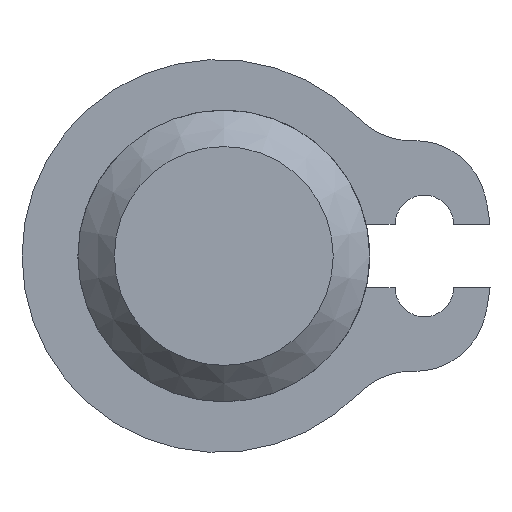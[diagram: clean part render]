
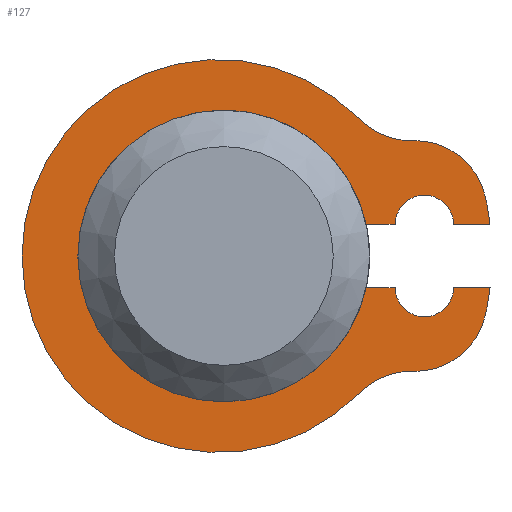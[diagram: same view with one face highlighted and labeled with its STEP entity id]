
A CAD part, left-side view. The second image highlights one B-rep face of the part: STEP entity #127.
In plain terms, the highlighted planar face has unit normal (-1, 0, 0).
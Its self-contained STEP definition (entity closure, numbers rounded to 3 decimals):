
#127 = ADVANCED_FACE( '', ( #263 ), #264, .F. );
#263 = FACE_OUTER_BOUND( '', #404, .T. );
#264 = PLANE( '', #405 );
#404 = EDGE_LOOP( '', ( #711, #712, #713, #714, #715, #716, #717, #718, #719, #720, #721, #722, #723, #724 ) );
#405 = AXIS2_PLACEMENT_3D( '', #725, #726, #727 );
#711 = ORIENTED_EDGE( '', *, *, #952, .F. );
#712 = ORIENTED_EDGE( '', *, *, #942, .T. );
#713 = ORIENTED_EDGE( '', *, *, #946, .F. );
#714 = ORIENTED_EDGE( '', *, *, #953, .T. );
#715 = ORIENTED_EDGE( '', *, *, #847, .F. );
#716 = ORIENTED_EDGE( '', *, *, #939, .F. );
#717 = ORIENTED_EDGE( '', *, *, #954, .F. );
#718 = ORIENTED_EDGE( '', *, *, #883, .T. );
#719 = ORIENTED_EDGE( '', *, *, #891, .F. );
#720 = ORIENTED_EDGE( '', *, *, #955, .T. );
#721 = ORIENTED_EDGE( '', *, *, #932, .F. );
#722 = ORIENTED_EDGE( '', *, *, #949, .F. );
#723 = ORIENTED_EDGE( '', *, *, #956, .F. );
#724 = ORIENTED_EDGE( '', *, *, #826, .T. );
#725 = CARTESIAN_POINT( '', ( -9.3, -3.846, -3.859 ) );
#726 = DIRECTION( '', ( 1., 0., 0. ) );
#727 = DIRECTION( '', ( 0., 0., -1. ) );
#826 = EDGE_CURVE( '', #973, #974, #975, .T. );
#847 = EDGE_CURVE( '', #1009, #1010, #1011, .T. );
#883 = EDGE_CURVE( '', #1071, #1072, #1073, .T. );
#891 = EDGE_CURVE( '', #1085, #1072, #1086, .T. );
#932 = EDGE_CURVE( '', #1141, #1142, #1143, .T. );
#939 = EDGE_CURVE( '', #1150, #1009, #1151, .T. );
#942 = EDGE_CURVE( '', #1063, #1067, #1154, .T. );
#946 = EDGE_CURVE( '', #1157, #1067, #1159, .T. );
#949 = EDGE_CURVE( '', #1162, #1141, #1163, .T. );
#952 = EDGE_CURVE( '', #1063, #974, #1166, .T. );
#953 = EDGE_CURVE( '', #1157, #1010, #1167, .T. );
#954 = EDGE_CURVE( '', #1071, #1150, #1168, .T. );
#955 = EDGE_CURVE( '', #1085, #1142, #1169, .T. );
#956 = EDGE_CURVE( '', #973, #1162, #1170, .T. );
#973 = VERTEX_POINT( '', #1188 );
#974 = VERTEX_POINT( '', #1189 );
#975 = CIRCLE( '', #1190, 0.6 );
#1009 = VERTEX_POINT( '', #1231 );
#1010 = VERTEX_POINT( '', #1232 );
#1011 = LINE( '', #1233, #1234 );
#1063 = VERTEX_POINT( '', #1300 );
#1067 = VERTEX_POINT( '', #1305 );
#1071 = VERTEX_POINT( '', #1310 );
#1072 = VERTEX_POINT( '', #1311 );
#1073 = CIRCLE( '', #1312, 1.486 );
#1085 = VERTEX_POINT( '', #1326 );
#1086 = CIRCLE( '', #1327, 4.04 );
#1141 = VERTEX_POINT( '', #1395 );
#1142 = VERTEX_POINT( '', #1396 );
#1143 = CIRCLE( '', #1397, 1.486 );
#1150 = VERTEX_POINT( '', #1408 );
#1151 = CIRCLE( '', #1409, 5.623 );
#1154 = CIRCLE( '', #1413, 3. );
#1157 = VERTEX_POINT( '', #1417 );
#1159 = LINE( '', #1420, #1421 );
#1162 = VERTEX_POINT( '', #1424 );
#1163 = CIRCLE( '', #1425, 5.623 );
#1166 = LINE( '', #1429, #1430 );
#1167 = CIRCLE( '', #1431, 0.6 );
#1168 = CIRCLE( '', #1432, 1.486 );
#1169 = CIRCLE( '', #1433, 1.486 );
#1170 = LINE( '', #1434, #1435 );
#1188 = CARTESIAN_POINT( '', ( -9.3, -4.725, -0.65 ) );
#1189 = CARTESIAN_POINT( '', ( -9.3, -3.525, -0.65 ) );
#1190 = AXIS2_PLACEMENT_3D( '', #1454, #1455, #1456 );
#1231 = CARTESIAN_POINT( '', ( -9.3, -5.475, 0.65 ) );
#1232 = CARTESIAN_POINT( '', ( -9.3, -4.725, 0.65 ) );
#1233 = CARTESIAN_POINT( '', ( -9.3, -5.475, 0.65 ) );
#1234 = VECTOR( '', #1488, 1000. );
#1300 = CARTESIAN_POINT( '', ( -9.3, -2.929, -0.65 ) );
#1305 = CARTESIAN_POINT( '', ( -9.3, -2.929, 0.65 ) );
#1310 = CARTESIAN_POINT( '', ( -9.3, -3.888, 2.373 ) );
#1311 = CARTESIAN_POINT( '', ( -9.3, -2.782, 2.821 ) );
#1312 = AXIS2_PLACEMENT_3D( '', #1544, #1545, #1546 );
#1326 = CARTESIAN_POINT( '', ( -9.3, -2.782, -2.821 ) );
#1327 = AXIS2_PLACEMENT_3D( '', #1558, #1559, #1560 );
#1395 = CARTESIAN_POINT( '', ( -9.3, -5.382, -1.207 ) );
#1396 = CARTESIAN_POINT( '', ( -9.3, -3.888, -2.373 ) );
#1397 = AXIS2_PLACEMENT_3D( '', #1625, #1626, #1627 );
#1408 = CARTESIAN_POINT( '', ( -9.3, -5.382, 1.207 ) );
#1409 = AXIS2_PLACEMENT_3D( '', #1632, #1633, #1634 );
#1413 = AXIS2_PLACEMENT_3D( '', #1636, #1637, #1638 );
#1417 = CARTESIAN_POINT( '', ( -9.3, -3.525, 0.65 ) );
#1420 = CARTESIAN_POINT( '', ( -9.3, -3.525, 0.65 ) );
#1421 = VECTOR( '', #1641, 1000. );
#1424 = CARTESIAN_POINT( '', ( -9.3, -5.475, -0.65 ) );
#1425 = AXIS2_PLACEMENT_3D( '', #1642, #1643, #1644 );
#1429 = CARTESIAN_POINT( '', ( -9.3, -2.154, -0.65 ) );
#1430 = VECTOR( '', #1646, 1000. );
#1431 = AXIS2_PLACEMENT_3D( '', #1647, #1648, #1649 );
#1432 = AXIS2_PLACEMENT_3D( '', #1650, #1651, #1652 );
#1433 = AXIS2_PLACEMENT_3D( '', #1653, #1654, #1655 );
#1434 = CARTESIAN_POINT( '', ( -9.3, -4.725, -0.65 ) );
#1435 = VECTOR( '', #1656, 1000. );
#1454 = CARTESIAN_POINT( '', ( -9.3, -4.125, -0.65 ) );
#1455 = DIRECTION( '', ( 1., 0., 0. ) );
#1456 = DIRECTION( '', ( 0., 0., -1. ) );
#1488 = DIRECTION( '', ( 0., 1., 0. ) );
#1544 = CARTESIAN_POINT( '', ( -9.3, -3.846, 3.859 ) );
#1545 = DIRECTION( '', ( 1., 0., 0. ) );
#1546 = DIRECTION( '', ( 0., 0., -1. ) );
#1558 = CARTESIAN_POINT( '', ( -9.3, 0.11, 0. ) );
#1559 = DIRECTION( '', ( 1., 0., 0. ) );
#1560 = DIRECTION( '', ( 0., 0., -1. ) );
#1625 = CARTESIAN_POINT( '', ( -9.3, -3.93, -0.888 ) );
#1626 = DIRECTION( '', ( 1., 0., 0. ) );
#1627 = DIRECTION( '', ( 0., 0., -1. ) );
#1632 = CARTESIAN_POINT( '', ( -9.3, 0.11, 0. ) );
#1633 = DIRECTION( '', ( 1., 0., 0. ) );
#1634 = DIRECTION( '', ( 0., 0., -1. ) );
#1636 = CARTESIAN_POINT( '', ( -9.3, 0., 0. ) );
#1637 = DIRECTION( '', ( 1., 0., 0. ) );
#1638 = DIRECTION( '', ( 0., 0., -1. ) );
#1641 = DIRECTION( '', ( 0., 1., 0. ) );
#1642 = CARTESIAN_POINT( '', ( -9.3, 0.11, 0. ) );
#1643 = DIRECTION( '', ( 1., 0., 0. ) );
#1644 = DIRECTION( '', ( 0., 0., -1. ) );
#1646 = DIRECTION( '', ( 0., -1., 0. ) );
#1647 = CARTESIAN_POINT( '', ( -9.3, -4.125, 0.65 ) );
#1648 = DIRECTION( '', ( 1., 0., 0. ) );
#1649 = DIRECTION( '', ( 0., 0., -1. ) );
#1650 = CARTESIAN_POINT( '', ( -9.3, -3.93, 0.888 ) );
#1651 = DIRECTION( '', ( 1., 0., 0. ) );
#1652 = DIRECTION( '', ( 0., 0., -1. ) );
#1653 = CARTESIAN_POINT( '', ( -9.3, -3.846, -3.859 ) );
#1654 = DIRECTION( '', ( 1., 0., 0. ) );
#1655 = DIRECTION( '', ( 0., 0., -1. ) );
#1656 = DIRECTION( '', ( 0., -1., 0. ) );
